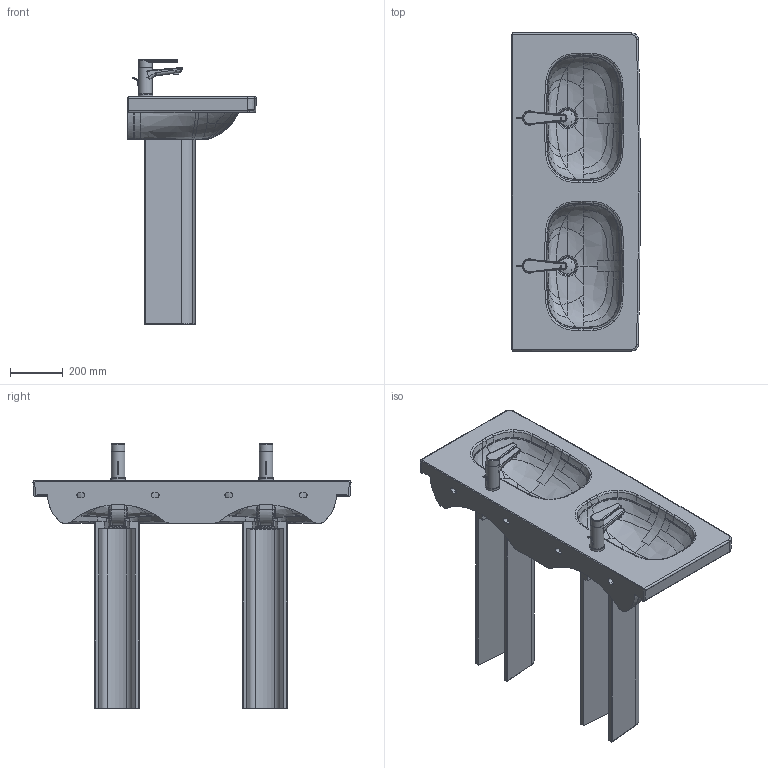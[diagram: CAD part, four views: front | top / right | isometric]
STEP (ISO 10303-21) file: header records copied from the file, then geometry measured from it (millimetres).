
FILE_DESCRIPTION((''),'2;1');
FILE_NAME('034812_086327.stp','2012-11-05T18:45:39',('Administrator'),(''),'Autodesk Inventor 2011','Autodesk Inventor 2011','');
FILE_SCHEMA(('CONFIG_CONTROL_DESIGN'));
Length unit declared in the file: millimetre
Products named in the file (11): 034812_086327; 034812; Baterrie_WT; hebel1; Hebel2; hebel3; Neoperl; Halter2starck1; Stopfen; Kelch; 086327
Assembly tree (14 placements, depth 3):
  034812_086327
    034812
    Baterrie_WT  x2
      hebel1
      Hebel2
      hebel3
      Neoperl
      Halter2starck1
    Stopfen  x2
    Kelch  x2
    086327  x2
Bounding box: 485 x 1200.2 x 999.82 mm (x, y, z)
Volume: 47477958.9 mm3; surface area: 3449575.5 mm2
Topology: 17 solids, 17 shells, 1103 faces, 2722 edges, 1631 vertices
Faces by surface type: bspline 670, cylinder 198, plane 143, torus 52, sphere 28, cone 12
Full cylindrical faces by diameter (mm): 16 x2, 20 x2, 25 x2, 35 x2, 42 x2, 44 x2, 46 x2, 46.241 x2, 50 x2, 52 x2, 55 x2, 60 x2
Entity records: 138082 total; most frequent: CARTESIAN_POINT 119255, ORIENTED_EDGE 4612, DIRECTION 2527, EDGE_CURVE 2306, VERTEX_POINT 1408, B_SPLINE_CURVE_WITH_KNOTS 1165, AXIS2_PLACEMENT_3D 1069, EDGE_LOOP 994
